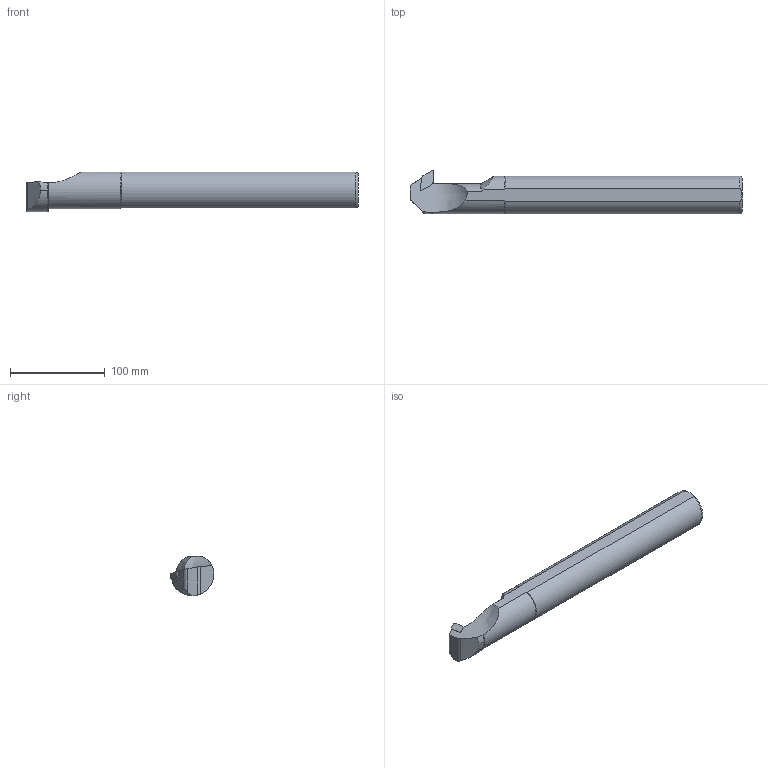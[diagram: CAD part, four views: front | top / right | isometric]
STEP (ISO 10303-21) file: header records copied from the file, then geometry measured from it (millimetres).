
FILE_DESCRIPTION(/* description */ (''),/* implementation_level */ '2;1');
FILE_NAME(/* name */ 'S40U-PDXNL-15.stp',/* time_stamp */ '2023-10-20T20:18:05+03:00',/* author */ (''),/* organization */ (''),/* preprocessor_version */ 'ST-DEVELOPER v19.4',/* originating_system */ 'SIEMENS PLM Software NX2306.3001',/* authorisation */ '');
FILE_SCHEMA (('AUTOMOTIVE_DESIGN { 1 0 10303 214 3 1 1 1 }'));
Length unit declared in the file: millimetre
Products named in the file (1): S40U-PDXNR-15
Bounding box: 350 x 46.33 x 41.5 mm (x, y, z)
Volume: 397582.1 mm3; surface area: 45383.5 mm2
Topology: 2 solids, 2 shells, 59 faces, 159 edges, 104 vertices
Faces by surface type: plane 26, cylinder 24, cone 5, torus 3, bspline 1
Entity records: 2423 total; most frequent: CARTESIAN_POINT 855, ORIENTED_EDGE 314, DIRECTION 287, EDGE_CURVE 157, AXIS2_PLACEMENT_3D 111, VERTEX_POINT 103, LINE 65, VECTOR 65
